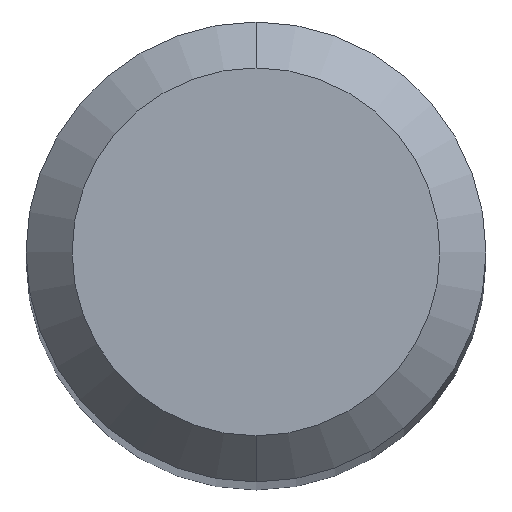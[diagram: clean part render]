
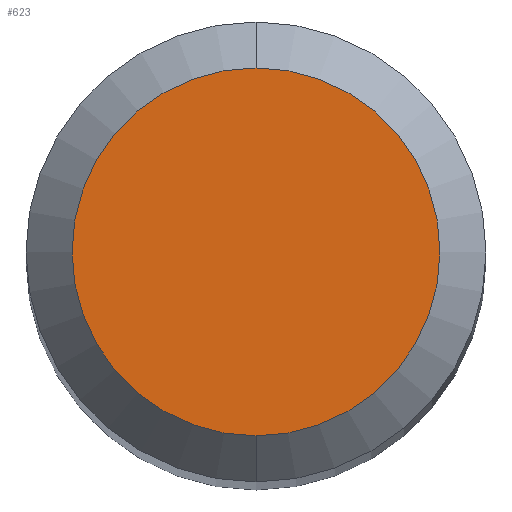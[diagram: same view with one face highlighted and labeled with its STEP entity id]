
A CAD part, top view. The second image highlights one B-rep face of the part: STEP entity #623.
In plain terms, the highlighted planar face has unit normal (0, 0, 1).
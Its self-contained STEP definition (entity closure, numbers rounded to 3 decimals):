
#383=EDGE_CURVE('',#853,#387,#1024,.T.);
#387=VERTEX_POINT('',#1028);
#623=ADVANCED_FACE('',(#1286),#1287,.T.);
#633=EDGE_CURVE('',#387,#853,#1298,.T.);
#853=VERTEX_POINT('',#1535);
#1024=CIRCLE('',#1860,1.2);
#1028=CARTESIAN_POINT('',(0.,-1.2,0.0));
#1286=FACE_OUTER_BOUND('',#3249,.T.);
#1287=PLANE('',#3250);
#1298=CIRCLE('',#3268,1.2);
#1535=CARTESIAN_POINT('',(0.0,1.2,0.0));
#1860=AXIS2_PLACEMENT_3D('',#4969,#4970,#4971);
#3249=EDGE_LOOP('',(#5246,#5247));
#3250=AXIS2_PLACEMENT_3D('',#5248,#5249,#5250);
#3268=AXIS2_PLACEMENT_3D('',#5280,#5281,#5282);
#4969=CARTESIAN_POINT('',(0.0,0.0,0.0));
#4970=DIRECTION('',(0.0,0.0,-1.0));
#4971=DIRECTION('',(0.0,1.0,0.0));
#5246=ORIENTED_EDGE('',*,*,#383,.F.);
#5247=ORIENTED_EDGE('',*,*,#633,.F.);
#5248=CARTESIAN_POINT('',(0.0,0.6,0.0));
#5249=DIRECTION('',(-0.0,0.0,1.0));
#5250=DIRECTION('',(0.0,-1.0,0.0));
#5280=CARTESIAN_POINT('',(0.0,0.0,0.0));
#5281=DIRECTION('',(0.0,0.0,-1.0));
#5282=DIRECTION('',(0.0,1.0,0.0));
